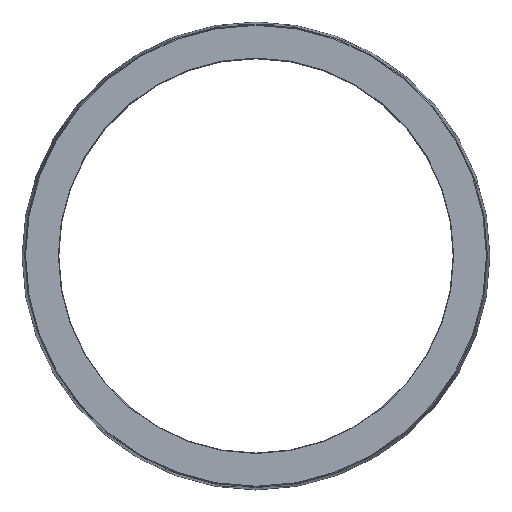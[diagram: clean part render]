
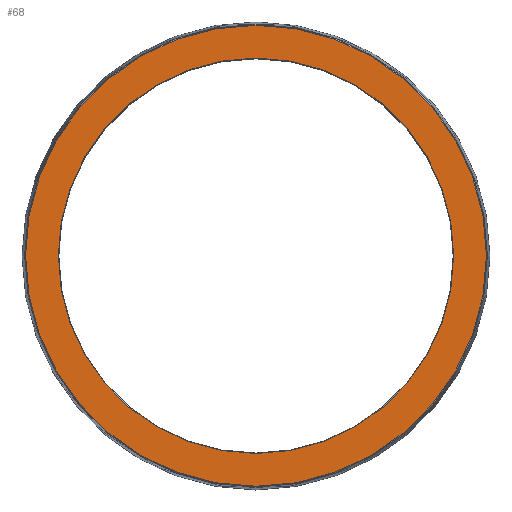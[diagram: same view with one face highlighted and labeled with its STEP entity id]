
A CAD part, top view. The second image highlights one B-rep face of the part: STEP entity #68.
In plain terms, the highlighted planar face has unit normal (0, 0, 1).
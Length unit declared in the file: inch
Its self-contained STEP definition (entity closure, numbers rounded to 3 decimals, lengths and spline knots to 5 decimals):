
#21 = ORIENTED_EDGE ( 'NONE', *, *, #129, .T. ) ;
#24 = AXIS2_PLACEMENT_3D ( 'NONE', #494, #270, #457 ) ;
#31 = FACE_OUTER_BOUND ( 'NONE', #128, .T. ) ;
#43 = DIRECTION ( 'NONE',  ( 0., 0., -1. ) ) ;
#55 = VERTEX_POINT ( 'NONE', #482 ) ;
#61 = DIRECTION ( 'NONE',  ( 1., 0., 0. ) ) ;
#68 = ADVANCED_FACE ( 'NONE', ( #222, #31 ), #108, .T. ) ;
#70 = DIRECTION ( 'NONE',  ( 1., 0., 0. ) ) ;
#82 = VERTEX_POINT ( 'NONE', #441 ) ;
#88 = VERTEX_POINT ( 'NONE', #188 ) ;
#98 = CIRCLE ( 'NONE', #162, 6.28039 ) ;
#101 = DIRECTION ( 'NONE',  ( 0., 0., 1. ) ) ;
#103 = CARTESIAN_POINT ( 'NONE',  ( 0., 0., 4.5 ) ) ;
#107 = CARTESIAN_POINT ( 'NONE',  ( 0., 0., 4.5 ) ) ;
#108 = PLANE ( 'NONE',  #266 ) ;
#128 = EDGE_LOOP ( 'NONE', ( #388, #436 ) ) ;
#129 = EDGE_CURVE ( 'NONE', #82, #55, #419, .T. ) ;
#144 = EDGE_CURVE ( 'NONE', #55, #82, #430, .T. ) ;
#162 = AXIS2_PLACEMENT_3D ( 'NONE', #107, #338, #61 ) ;
#173 = EDGE_LOOP ( 'NONE', ( #284, #21 ) ) ;
#188 = CARTESIAN_POINT ( 'NONE',  ( -6.28039, 0., 4.5 ) ) ;
#211 = EDGE_CURVE ( 'NONE', #88, #454, #219, .T. ) ;
#212 = AXIS2_PLACEMENT_3D ( 'NONE', #259, #413, #70 ) ;
#219 = CIRCLE ( 'NONE', #24, 6.28039 ) ;
#222 = FACE_BOUND ( 'NONE', #173, .T. ) ;
#259 = CARTESIAN_POINT ( 'NONE',  ( 0., 0., 4.5 ) ) ;
#266 = AXIS2_PLACEMENT_3D ( 'NONE', #103, #101, #410 ) ;
#270 = DIRECTION ( 'NONE',  ( 0., 0., 1. ) ) ;
#284 = ORIENTED_EDGE ( 'NONE', *, *, #144, .T. ) ;
#324 = AXIS2_PLACEMENT_3D ( 'NONE', #462, #43, #343 ) ;
#338 = DIRECTION ( 'NONE',  ( 0., 0., 1. ) ) ;
#343 = DIRECTION ( 'NONE',  ( 1., 0., 0. ) ) ;
#388 = ORIENTED_EDGE ( 'NONE', *, *, #211, .T. ) ;
#410 = DIRECTION ( 'NONE',  ( 1., 0., 0. ) ) ;
#413 = DIRECTION ( 'NONE',  ( 0., 0., -1. ) ) ;
#415 = CARTESIAN_POINT ( 'NONE',  ( 6.28039, 0., 4.5 ) ) ;
#419 = CIRCLE ( 'NONE', #212, 5.3875 ) ;
#430 = CIRCLE ( 'NONE', #324, 5.3875 ) ;
#436 = ORIENTED_EDGE ( 'NONE', *, *, #468, .T. ) ;
#441 = CARTESIAN_POINT ( 'NONE',  ( -5.3875, 0., 4.5 ) ) ;
#454 = VERTEX_POINT ( 'NONE', #415 ) ;
#457 = DIRECTION ( 'NONE',  ( 1., 0., 0. ) ) ;
#462 = CARTESIAN_POINT ( 'NONE',  ( 0., 0., 4.5 ) ) ;
#468 = EDGE_CURVE ( 'NONE', #454, #88, #98, .T. ) ;
#482 = CARTESIAN_POINT ( 'NONE',  ( 5.3875, 0., 4.5 ) ) ;
#494 = CARTESIAN_POINT ( 'NONE',  ( 0., 0., 4.5 ) ) ;
